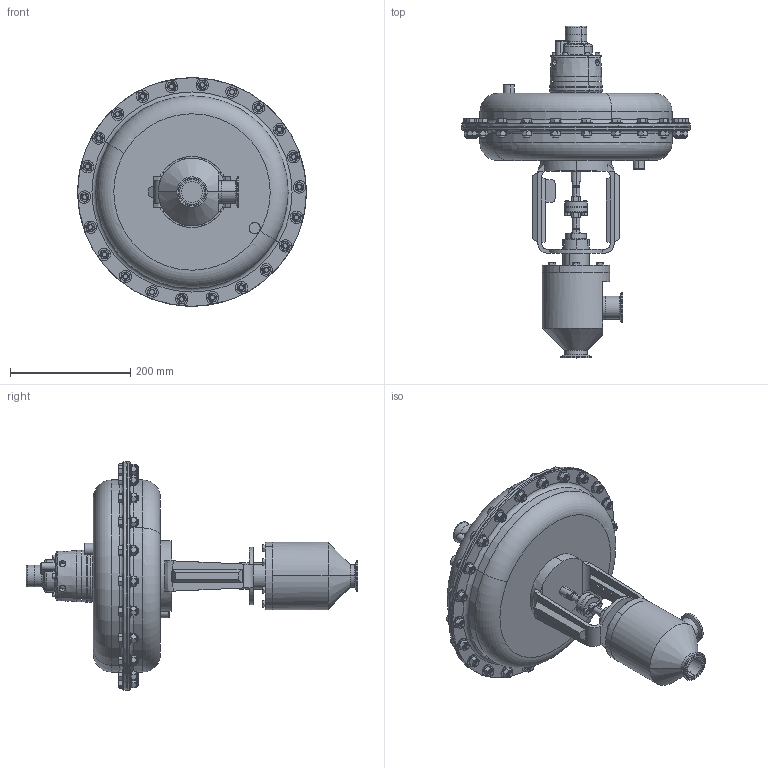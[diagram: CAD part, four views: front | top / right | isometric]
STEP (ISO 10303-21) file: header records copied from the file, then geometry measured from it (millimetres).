
FILE_DESCRIPTION (( 'STEP AP203' ), '1' );
FILE_NAME ('978TP-150-JD-85M.STEP', '2017-06-13T13:22:55', ( '' ), ( '' ), 'SwSTEP 2.0', 'SolidWorks 2014', '' );
FILE_SCHEMA (( 'CONFIG_CONTROL_DESIGN' ));
Length unit declared in the file: inch
Products named in the file (2): 978TP-150-JD-85M
Bounding box: 381 x 553.11 x 381 mm (x, y, z)
Volume: 11159624.9 mm3; surface area: 523966.5 mm2
Topology: 1 solids, 1 shells, 1591 faces, 3627 edges, 2181 vertices
Faces by surface type: plane 669, cone 570, cylinder 295, torus 46, bspline 11
Entity records: 48625 total; most frequent: CARTESIAN_POINT 13748, ORIENTED_EDGE 7230, DIRECTION 7169, EDGE_CURVE 3615, AXIS2_PLACEMENT_3D 2946, VERTEX_POINT 2181, EDGE_LOOP 1768, FACE_OUTER_BOUND 1591
